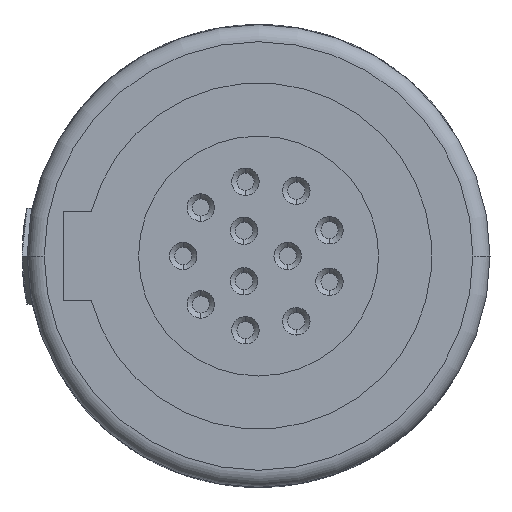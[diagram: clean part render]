
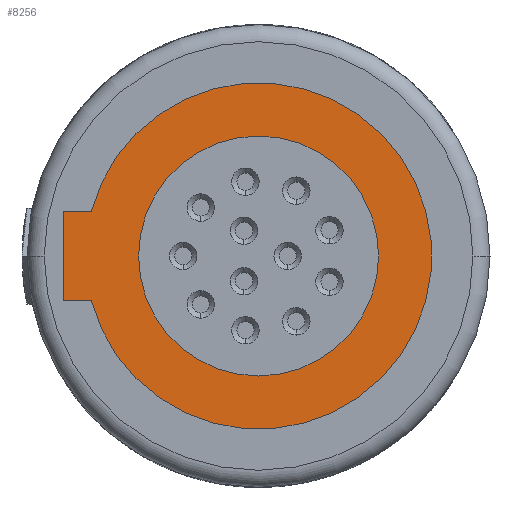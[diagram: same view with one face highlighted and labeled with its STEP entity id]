
A CAD part, left-side view. The second image highlights one B-rep face of the part: STEP entity #8256.
In plain terms, the highlighted planar face has unit normal (-1, 0, 0).
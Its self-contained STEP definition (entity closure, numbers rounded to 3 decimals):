
#2311=DIRECTION('',(0.,1.,0.));
#2312=VECTOR('',#2311,0.82);
#2313=CARTESIAN_POINT('',(0.,4.88,-1.3));
#2314=LINE('',#2313,#2312);
#2315=DIRECTION('',(0.,0.,1.));
#2316=VECTOR('',#2315,2.6);
#2317=CARTESIAN_POINT('',(0.,5.7,-1.3));
#2318=LINE('',#2317,#2316);
#2319=DIRECTION('',(0.,-1.,0.));
#2320=VECTOR('',#2319,0.82);
#2321=CARTESIAN_POINT('',(0.,5.7,1.3));
#2322=LINE('',#2321,#2320);
#2323=CARTESIAN_POINT('',(0.,0.,0.));
#2324=DIRECTION('',(1.,0.,0.));
#2325=DIRECTION('',(0.,0.,-1.));
#2326=AXIS2_PLACEMENT_3D('',#2323,#2324,#2325);
#2328=CARTESIAN_POINT('',(0.,0.,0.));
#2329=DIRECTION('',(1.,0.,0.));
#2330=DIRECTION('',(0.,0.,1.));
#2331=AXIS2_PLACEMENT_3D('',#2328,#2329,#2330);
#2342=CARTESIAN_POINT('',(0.,0.,0.));
#2343=DIRECTION('',(-1.,0.,0.));
#2344=DIRECTION('',(0.,0.966,-0.257));
#2345=AXIS2_PLACEMENT_3D('',#2342,#2343,#2344);
#4497=CARTESIAN_POINT('',(0.,0.,-3.5));
#4498=VERTEX_POINT('',#4497);
#4499=CARTESIAN_POINT('',(0.,0.,3.5));
#4500=VERTEX_POINT('',#4499);
#5221=CARTESIAN_POINT('',(0.,5.7,-1.3));
#5222=CARTESIAN_POINT('',(0.,5.7,1.3));
#5223=VERTEX_POINT('',#5221);
#5224=VERTEX_POINT('',#5222);
#5225=CARTESIAN_POINT('',(0.,4.88,-1.3));
#5226=VERTEX_POINT('',#5225);
#5227=CARTESIAN_POINT('',(0.,4.88,1.3));
#5228=VERTEX_POINT('',#5227);
#8236=CARTESIAN_POINT('',(0.,0.,0.));
#8237=DIRECTION('',(1.,0.,0.));
#8238=DIRECTION('',(0.,0.,-1.));
#8239=AXIS2_PLACEMENT_3D('',#8236,#8237,#8238);
#8240=PLANE('',#8239);
#8242=ORIENTED_EDGE('',*,*,#8241,.F.);
#8243=ORIENTED_EDGE('',*,*,#8219,.T.);
#8245=ORIENTED_EDGE('',*,*,#8244,.T.);
#8247=ORIENTED_EDGE('',*,*,#8246,.T.);
#8248=EDGE_LOOP('',(#8242,#8243,#8245,#8247));
#8249=FACE_OUTER_BOUND('',#8248,.F.);
#8251=ORIENTED_EDGE('',*,*,#8250,.F.);
#8253=ORIENTED_EDGE('',*,*,#8252,.F.);
#8254=EDGE_LOOP('',(#8251,#8253));
#8255=FACE_BOUND('',#8254,.F.);
#2327=CIRCLE('',#2326,3.5);
#2332=CIRCLE('',#2331,3.5);
#2346=CIRCLE('',#2345,5.05);
#8219=EDGE_CURVE('',#5226,#5223,#2314,.T.);
#8241=EDGE_CURVE('',#5226,#5228,#2346,.T.);
#8244=EDGE_CURVE('',#5223,#5224,#2318,.T.);
#8246=EDGE_CURVE('',#5224,#5228,#2322,.T.);
#8250=EDGE_CURVE('',#4498,#4500,#2327,.T.);
#8252=EDGE_CURVE('',#4500,#4498,#2332,.T.);
#8256=ADVANCED_FACE('',(#8249,#8255),#8240,.F.);
